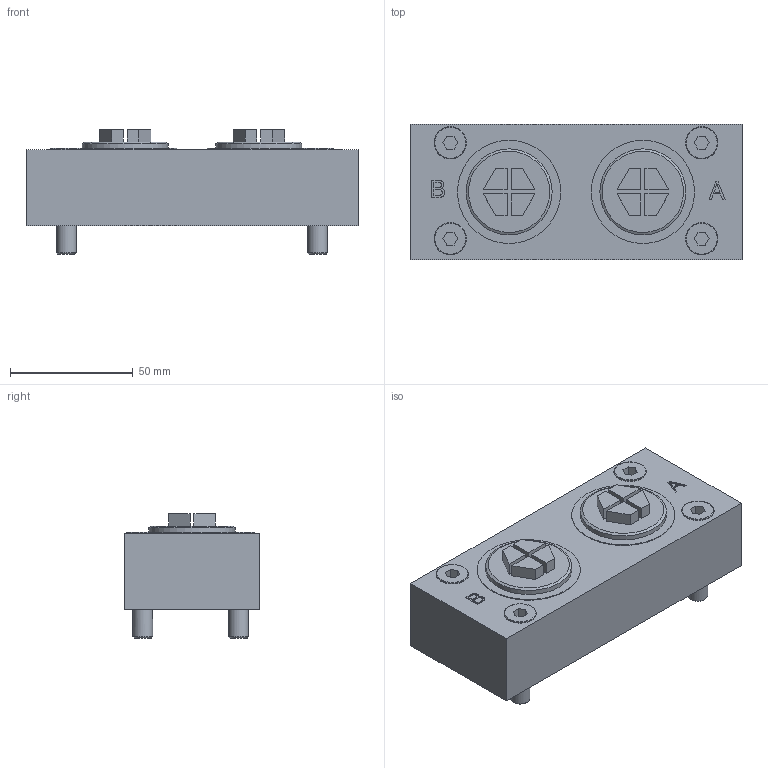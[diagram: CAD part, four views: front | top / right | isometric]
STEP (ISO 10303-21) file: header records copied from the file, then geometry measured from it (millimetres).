
FILE_DESCRIPTION(/* description */ ('Unknown'),/* implementation_level */ '2;1');
FILE_NAME(/* name */ 'AP-1631-586_STEP',/* time_stamp */ '2022-01-06T10:48:54+01:00',/* author */ ('Unknown'),/* organization */ ('Unknown'),/* preprocessor_version */ 'ST-DEVELOPER v16.7',/* originating_system */ 'DEX',/* authorisation */ $);
FILE_SCHEMA (('AUTOMOTIVE_DESIGN {1 0 10303 214 3 1 1}'));
Length unit declared in the file: millimetre
Products named in the file (8): 1444092_CON.BLOCK 16 S_000216830; 1444614_GEHAEUSE TYP S_000209999_oa_0; 1441839_ZYLINDERKOPFSCHRAUBE_000195208_oa_1; 1441839_ZYLINDERKOPFSCHRAUBE_000195208_oa_2; 1441839_ZYLINDERKOPFSCHRAUBE_000195208_oa_3; 1441839_ZYLINDERKOPFSCHRAUBE_000195208_oa_4; 1447938_KUNSTSTOFF SCHRAUBSTOPFEN_000198928_oa_5; 1447938_KUNSTSTOFF SCHRAUBSTOPFEN_000198928_oa_6
Assembly tree (7 placements, depth 2):
  1444092_CON.BLOCK 16 S_000216830
    1444614_GEHAEUSE TYP S_000209999_oa_0
    1441839_ZYLINDERKOPFSCHRAUBE_000195208_oa_1
    1441839_ZYLINDERKOPFSCHRAUBE_000195208_oa_2
    1441839_ZYLINDERKOPFSCHRAUBE_000195208_oa_3
    1441839_ZYLINDERKOPFSCHRAUBE_000195208_oa_4
    1447938_KUNSTSTOFF SCHRAUBSTOPFEN_000198928_oa_5
    1447938_KUNSTSTOFF SCHRAUBSTOPFEN_000198928_oa_6
Bounding box: 135 x 55 x 50.59 mm (x, y, z)
Volume: 95112.3 mm3; surface area: 58233.1 mm2
Topology: 9 solids, 9 shells, 211 faces, 497 edges, 328 vertices
Faces by surface type: plane 148, cylinder 32, torus 12, cone 10, bspline 9
Full cylindrical faces by diameter (mm): 8 x4, 8.5 x4, 13 x4, 13.2 x4, 14 x2, 20 x2, 27.43 x2, 35 x4, 41.5 x2, 42 x2
Entity records: 7197 total; most frequent: CARTESIAN_POINT 1697, DIRECTION 893, ORIENTED_EDGE 866, EDGE_CURVE 433, AXIS2_PLACEMENT_3D 312, VERTEX_POINT 310, EDGE_LOOP 303, FACE_BOUND 303
